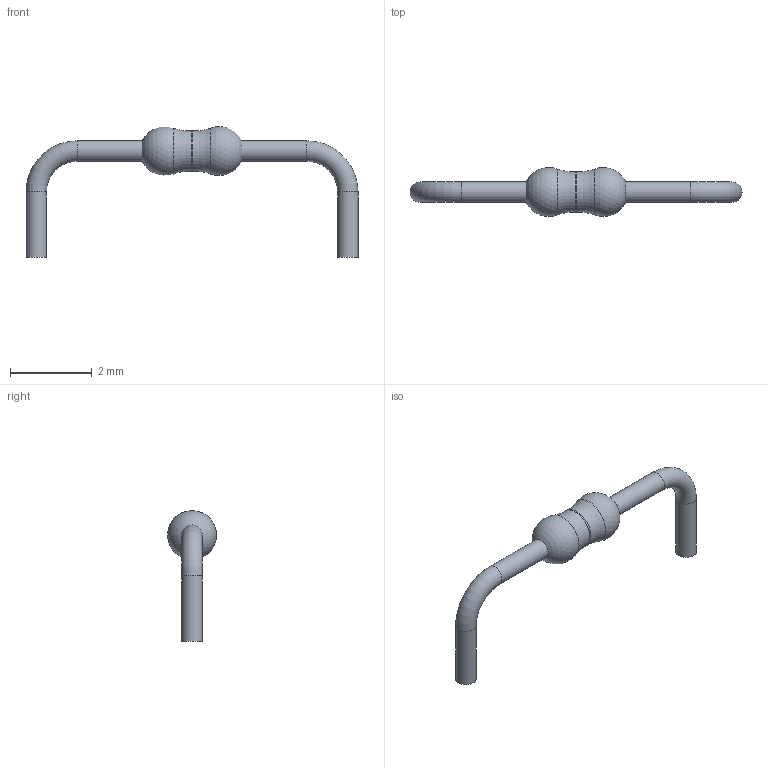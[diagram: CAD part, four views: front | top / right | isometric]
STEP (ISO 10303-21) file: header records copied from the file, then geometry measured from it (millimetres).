
FILE_DESCRIPTION(/* description */ (''),/* implementation_level */ '2;1');
FILE_NAME(/* name */ '',/* time_stamp */ '2024-10-20T14:50:57+09:00',/* author */ (''),/* organization */ (''),/* preprocessor_version */ 'ST-DEVELOPER v20',/* originating_system */ 'Autodesk Translation Framework v13.20.0.188',/* authorisation */ '');
FILE_SCHEMA (('AUTOMOTIVE_DESIGN { 1 0 10303 214 3 1 1 }'));
Length unit declared in the file: millimetre
Products named in the file (2): 抵抗; Component1
Assembly tree (1 placements, depth 2):
  抵抗
    Component1
Bounding box: 8.12 x 1.2 x 3.2 mm (x, y, z)
Volume: 4 mm3; surface area: 24.1 mm2
Topology: 1 solids, 1 shells, 13 faces, 28 edges, 17 vertices
Faces by surface type: torus 4, cylinder 4, sphere 2, plane 2, bspline 1
Full cylindrical faces by diameter (mm): 0.5 x4
Entity records: 483 total; most frequent: CARTESIAN_POINT 88, DIRECTION 84, ORIENTED_EDGE 56, AXIS2_PLACEMENT_3D 40, EDGE_CURVE 28, CIRCLE 24, VERTEX_POINT 17, FACE_OUTER_BOUND 13
